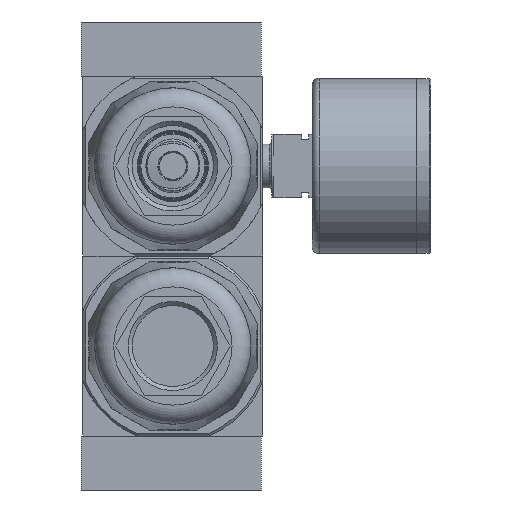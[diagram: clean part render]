
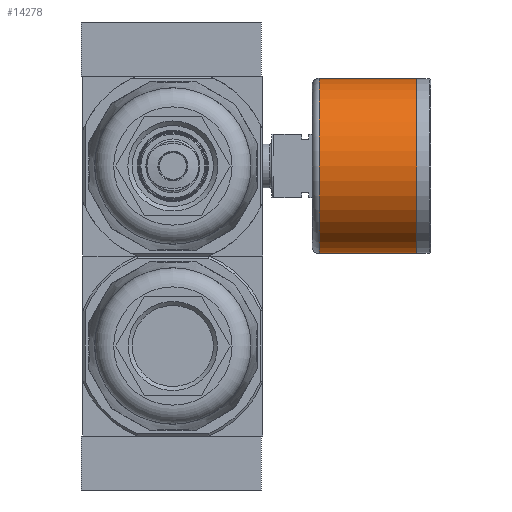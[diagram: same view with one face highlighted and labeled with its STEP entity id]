
A CAD part, front view. The second image highlights one B-rep face of the part: STEP entity #14278.
In plain terms, the highlighted cylindrical face has radius 19.5 mm (diameter 39 mm), a full revolution.
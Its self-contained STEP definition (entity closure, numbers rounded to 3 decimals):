
#684=CYLINDRICAL_SURFACE('',#20192,19.5);
#1282=CIRCLE('',#20191,19.5);
#1283=CIRCLE('',#20193,19.5);
#3703=ORIENTED_EDGE('',*,*,#6838,.F.);
#3704=ORIENTED_EDGE('',*,*,#6839,.T.);
#6838=EDGE_CURVE('',#8605,#8605,#1282,.T.);
#6839=EDGE_CURVE('',#8606,#8606,#1283,.T.);
#8605=VERTEX_POINT('',#27949);
#8606=VERTEX_POINT('',#27952);
#11730=EDGE_LOOP('',(#3703));
#11731=EDGE_LOOP('',(#3704));
#12851=FACE_BOUND('',#11730,.T.);
#12852=FACE_BOUND('',#11731,.T.);
#14278=ADVANCED_FACE('',(#12851,#12852),#684,.T.);
#20191=AXIS2_PLACEMENT_3D('',#27948,#23169,#23170);
#20192=AXIS2_PLACEMENT_3D('',#27950,#23171,#23172);
#20193=AXIS2_PLACEMENT_3D('',#27951,#23173,#23174);
#23169=DIRECTION('',(1.,0.,0.));
#23170=DIRECTION('',(0.,0.,-1.));
#23171=DIRECTION('',(1.,0.,0.));
#23172=DIRECTION('',(0.,0.,-1.));
#23173=DIRECTION('',(1.,0.,0.));
#23174=DIRECTION('',(0.,0.,-1.));
#27948=CARTESIAN_POINT('',(-3.2,0.,0.));
#27949=CARTESIAN_POINT('',(-3.2,0.,-19.5));
#27950=CARTESIAN_POINT('',(0.,0.,0.));
#27951=CARTESIAN_POINT('',(-24.85,0.,0.));
#27952=CARTESIAN_POINT('',(-24.85,0.,-19.5));
